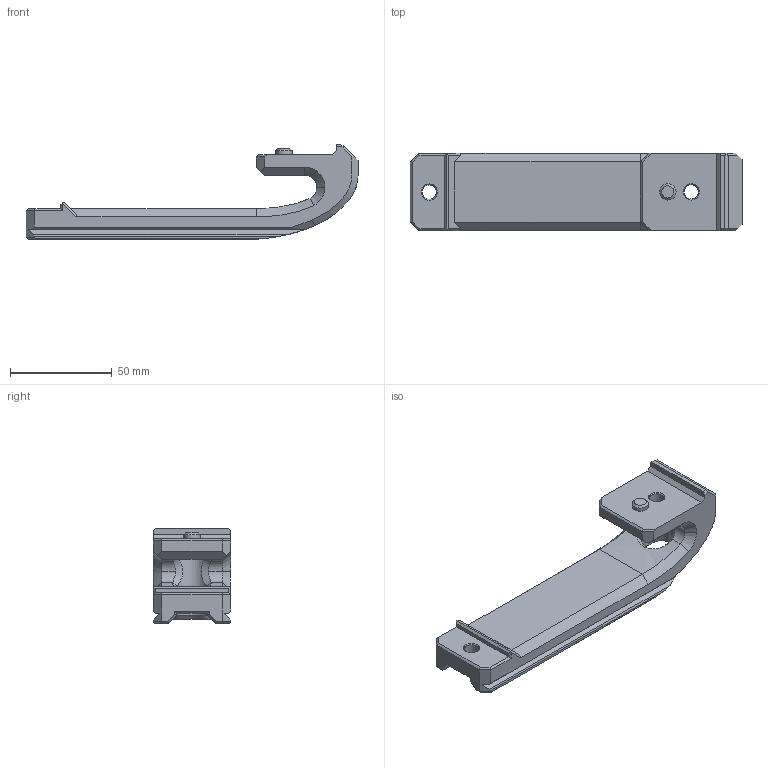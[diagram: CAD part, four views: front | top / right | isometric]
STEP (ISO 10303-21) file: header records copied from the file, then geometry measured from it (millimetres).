
FILE_DESCRIPTION(('HOOPS Exchange Step'),'2;1');
FILE_NAME('temp_export','2023-06-25T17:30:45-04:00',('gmoua'),('Shapr3D Limited'),'HOOPS Exchange 2022.2','Shapr3D','Authorized');
FILE_SCHEMA( ('AUTOMOTIVE_DESIGN { 1 0 10303 214 1 1 1 1 }') );
Length unit declared in the file: millimetre
Products named in the file (1): Tamron 300mm Handle ver. 002
Bounding box: 163.5 x 38 x 46.5 mm (x, y, z)
Volume: 99851.6 mm3; surface area: 23602.7 mm2
Topology: 1 solids, 1 shells, 106 faces, 281 edges, 177 vertices
Faces by surface type: plane 77, bspline 12, cylinder 9, cone 8
Full cylindrical faces by diameter (mm): 7 x2, 8 x1, 15 x1
Entity records: 6480 total; most frequent: CARTESIAN_POINT 3939, ORIENTED_EDGE 562, DIRECTION 443, EDGE_CURVE 281, VECTOR 197, LINE 197, VERTEX_POINT 177, AXIS2_PLACEMENT_3D 123
